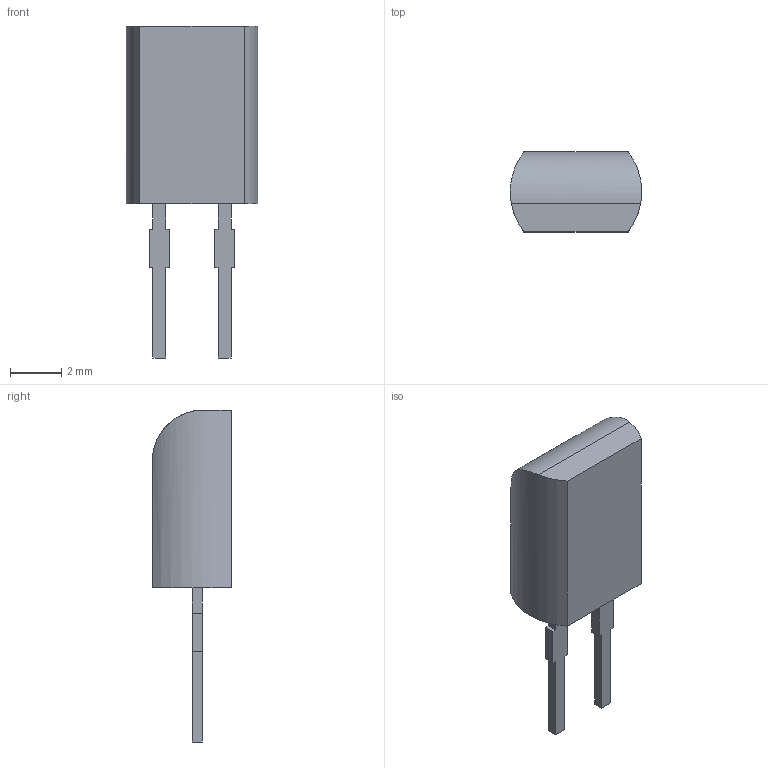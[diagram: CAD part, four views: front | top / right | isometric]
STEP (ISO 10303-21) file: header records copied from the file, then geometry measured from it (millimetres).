
FILE_DESCRIPTION(('FreeCAD Model'),'2;1');
FILE_NAME( 'Osram_SFH225.step', '2018-01-27T22:48:32',('kicad StepUp'),('ksu MCAD'), 'Open CASCADE STEP processor 6.8','FreeCAD','Unknown');
FILE_SCHEMA(('AUTOMOTIVE_DESIGN_CC2 { 1 2 10303 214 -1 1 5 4 }'));
Length unit declared in the file: millimetre
Products named in the file (1): Osram_SFH225
Bounding box: 5.1 x 3.1 x 12.9 mm (x, y, z)
Volume: 100.8 mm3; surface area: 150.2 mm2
Topology: 1 solids, 1 shells, 33 faces, 87 edges, 58 vertices
Faces by surface type: plane 30, cylinder 3
Entity records: 736 total; most frequent: ORIENTED_EDGE 142, CARTESIAN_POINT 112, EDGE_CURVE 87, LINE 81, VERTEX_POINT 58, AXIS2_PLACEMENT_3D 35, FACE_BOUND 35, EDGE_LOOP 35
